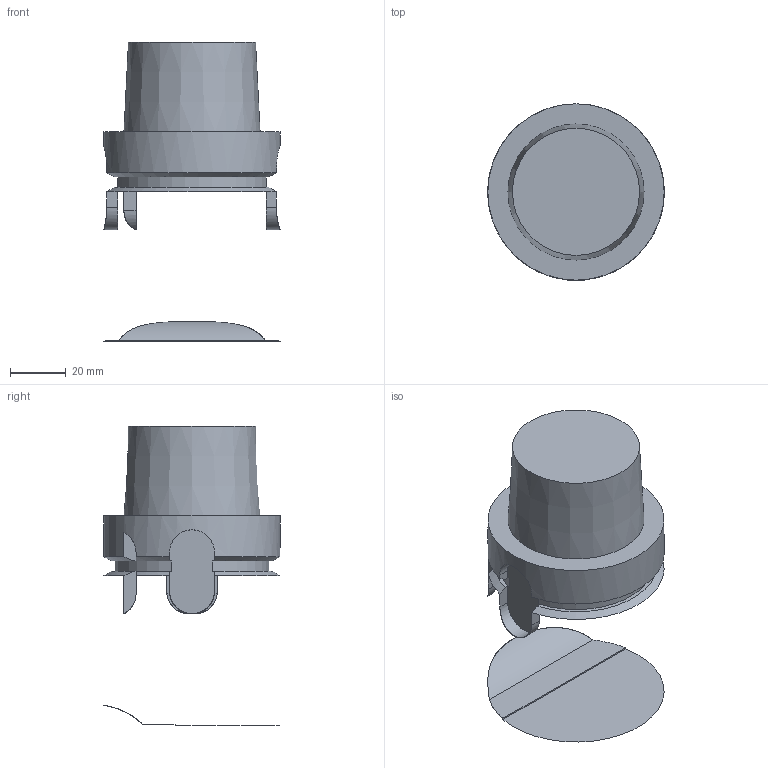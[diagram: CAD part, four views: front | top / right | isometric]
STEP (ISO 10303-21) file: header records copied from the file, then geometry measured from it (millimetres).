
FILE_DESCRIPTION((''),'1');
FILE_NAME('HSK-T63-F63-75.stp','2023-12-19T07:04:08',(''),(''),'Spatial Interop R21 SP3','Kubotek KeyCreator 2011 V10.0.2 (22737)',' ');
FILE_SCHEMA(('automotive_design'));
Length unit declared in the file: millimetre
Products named in the file (1): 240[2]
Bounding box: 63 x 63 x 107 mm (x, y, z)
Volume: 225850.1 mm3; surface area: 12299.5 mm2
Topology: 1 solids, 1 shells, 46 faces, 128 edges, 85 vertices
Faces by surface type: plane 25, cylinder 14, cone 7
Full cylindrical faces by diameter (mm): 63 x2
Entity records: 2775 total; most frequent: CARTESIAN_POINT 488, ORIENTED_EDGE 242, DIRECTION 223, PRESENTATION_STYLE_ASSIGNMENT 213, COLOUR_RGB 213, STYLED_ITEM 167, CURVE_STYLE 167, DRAUGHTING_PRE_DEFINED_CURVE_FONT 167
